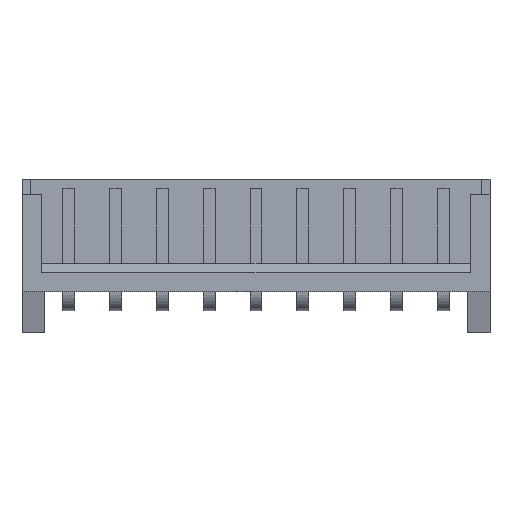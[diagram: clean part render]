
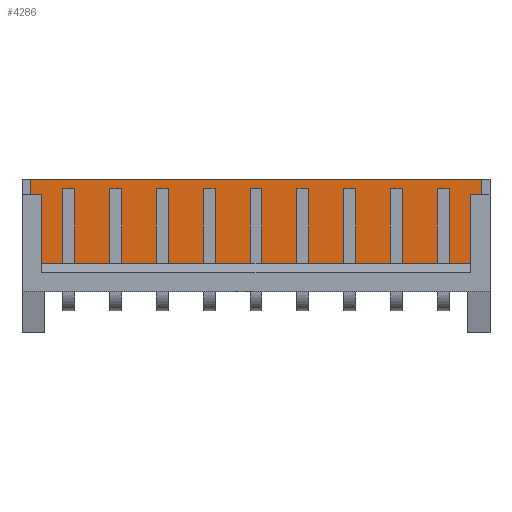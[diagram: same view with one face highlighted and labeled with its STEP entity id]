
A CAD part, top view. The second image highlights one B-rep face of the part: STEP entity #4286.
In plain terms, the highlighted planar face has unit normal (0, 0, 1).
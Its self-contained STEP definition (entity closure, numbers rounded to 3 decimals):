
#44 = PLANE('',#45);
#45 = AXIS2_PLACEMENT_3D('',#46,#47,#48);
#46 = CARTESIAN_POINT('',(22.5,2.2,2.7));
#47 = DIRECTION('',(0.,-1.,0.));
#48 = DIRECTION('',(0.,0.,-1.));
#1460 = VERTEX_POINT('',#1461);
#1461 = CARTESIAN_POINT('',(22.05,2.2,0.9));
#1475 = PLANE('',#1476);
#1476 = AXIS2_PLACEMENT_3D('',#1477,#1478,#1479);
#1477 = CARTESIAN_POINT('',(22.05,6.7,0.9));
#1478 = DIRECTION('',(1.,0.,0.));
#1479 = DIRECTION('',(0.,0.,-1.));
#1487 = EDGE_CURVE('',#1460,#1488,#1490,.T.);
#1488 = VERTEX_POINT('',#1489);
#1489 = CARTESIAN_POINT('',(-2.05,2.2,0.9));
#1490 = SURFACE_CURVE('',#1491,(#1495,#1502),.PCURVE_S1.);
#1491 = LINE('',#1492,#1493);
#1492 = CARTESIAN_POINT('',(22.5,2.2,0.9));
#1493 = VECTOR('',#1494,1.);
#1494 = DIRECTION('',(-1.,0.,0.));
#1495 = PCURVE('',#44,#1496);
#1496 = DEFINITIONAL_REPRESENTATION('',(#1497),#1501);
#1497 = LINE('',#1498,#1499);
#1498 = CARTESIAN_POINT('',(1.8,0.));
#1499 = VECTOR('',#1500,1.);
#1500 = DIRECTION('',(0.,-1.));
#1501 = ( GEOMETRIC_REPRESENTATION_CONTEXT(2) 
PARAMETRIC_REPRESENTATION_CONTEXT() REPRESENTATION_CONTEXT('2D SPACE',''
  ) );
#1502 = PCURVE('',#1503,#1508);
#1503 = PLANE('',#1504);
#1504 = AXIS2_PLACEMENT_3D('',#1505,#1506,#1507);
#1505 = CARTESIAN_POINT('',(22.5,6.7,0.9));
#1506 = DIRECTION('',(0.,0.,-1.));
#1507 = DIRECTION('',(-1.,0.,0.));
#1508 = DEFINITIONAL_REPRESENTATION('',(#1509),#1513);
#1509 = LINE('',#1510,#1511);
#1510 = CARTESIAN_POINT('',(0.,-4.5));
#1511 = VECTOR('',#1512,1.);
#1512 = DIRECTION('',(1.,0.));
#1513 = ( GEOMETRIC_REPRESENTATION_CONTEXT(2) 
PARAMETRIC_REPRESENTATION_CONTEXT() REPRESENTATION_CONTEXT('2D SPACE',''
  ) );
#1531 = PLANE('',#1532);
#1532 = AXIS2_PLACEMENT_3D('',#1533,#1534,#1535);
#1533 = CARTESIAN_POINT('',(-2.05,6.7,0.9));
#1534 = DIRECTION('',(-1.,0.,0.));
#1535 = DIRECTION('',(0.,0.,1.));
#1679 = EDGE_CURVE('',#1680,#1488,#1682,.T.);
#1680 = VERTEX_POINT('',#1681);
#1681 = CARTESIAN_POINT('',(-2.05,6.7,0.9));
#1682 = SURFACE_CURVE('',#1683,(#1687,#1694),.PCURVE_S1.);
#1683 = LINE('',#1684,#1685);
#1684 = CARTESIAN_POINT('',(-2.05,6.7,0.9));
#1685 = VECTOR('',#1686,1.);
#1686 = DIRECTION('',(0.,-1.,0.));
#1687 = PCURVE('',#1531,#1688);
#1688 = DEFINITIONAL_REPRESENTATION('',(#1689),#1693);
#1689 = LINE('',#1690,#1691);
#1690 = CARTESIAN_POINT('',(0.,0.));
#1691 = VECTOR('',#1692,1.);
#1692 = DIRECTION('',(0.,-1.));
#1693 = ( GEOMETRIC_REPRESENTATION_CONTEXT(2) 
PARAMETRIC_REPRESENTATION_CONTEXT() REPRESENTATION_CONTEXT('2D SPACE',''
  ) );
#1694 = PCURVE('',#1503,#1695);
#1695 = DEFINITIONAL_REPRESENTATION('',(#1696),#1700);
#1696 = LINE('',#1697,#1698);
#1697 = CARTESIAN_POINT('',(24.55,0.));
#1698 = VECTOR('',#1699,1.);
#1699 = DIRECTION('',(0.,-1.));
#1700 = ( GEOMETRIC_REPRESENTATION_CONTEXT(2) 
PARAMETRIC_REPRESENTATION_CONTEXT() REPRESENTATION_CONTEXT('2D SPACE',''
  ) );
#1718 = PLANE('',#1719);
#1719 = AXIS2_PLACEMENT_3D('',#1720,#1721,#1722);
#1720 = CARTESIAN_POINT('',(22.5,6.7,0.9));
#1721 = DIRECTION('',(0.,-1.,0.));
#1722 = DIRECTION('',(-1.,0.,0.));
#4286 = ADVANCED_FACE('',(#4287),#1503,.F.);
#4287 = FACE_BOUND('',#4288,.T.);
#4288 = EDGE_LOOP('',(#4289,#4290,#4291,#4314));
#4289 = ORIENTED_EDGE('',*,*,#1679,.T.);
#4290 = ORIENTED_EDGE('',*,*,#1487,.F.);
#4291 = ORIENTED_EDGE('',*,*,#4292,.F.);
#4292 = EDGE_CURVE('',#4293,#1460,#4295,.T.);
#4293 = VERTEX_POINT('',#4294);
#4294 = CARTESIAN_POINT('',(22.05,6.7,0.9));
#4295 = SURFACE_CURVE('',#4296,(#4300,#4307),.PCURVE_S1.);
#4296 = LINE('',#4297,#4298);
#4297 = CARTESIAN_POINT('',(22.05,6.7,0.9));
#4298 = VECTOR('',#4299,1.);
#4299 = DIRECTION('',(0.,-1.,0.));
#4300 = PCURVE('',#1503,#4301);
#4301 = DEFINITIONAL_REPRESENTATION('',(#4302),#4306);
#4302 = LINE('',#4303,#4304);
#4303 = CARTESIAN_POINT('',(0.45,0.));
#4304 = VECTOR('',#4305,1.);
#4305 = DIRECTION('',(0.,-1.));
#4306 = ( GEOMETRIC_REPRESENTATION_CONTEXT(2) 
PARAMETRIC_REPRESENTATION_CONTEXT() REPRESENTATION_CONTEXT('2D SPACE',''
  ) );
#4307 = PCURVE('',#1475,#4308);
#4308 = DEFINITIONAL_REPRESENTATION('',(#4309),#4313);
#4309 = LINE('',#4310,#4311);
#4310 = CARTESIAN_POINT('',(0.,0.));
#4311 = VECTOR('',#4312,1.);
#4312 = DIRECTION('',(0.,-1.));
#4313 = ( GEOMETRIC_REPRESENTATION_CONTEXT(2) 
PARAMETRIC_REPRESENTATION_CONTEXT() REPRESENTATION_CONTEXT('2D SPACE',''
  ) );
#4314 = ORIENTED_EDGE('',*,*,#4315,.T.);
#4315 = EDGE_CURVE('',#4293,#1680,#4316,.T.);
#4316 = SURFACE_CURVE('',#4317,(#4321,#4328),.PCURVE_S1.);
#4317 = LINE('',#4318,#4319);
#4318 = CARTESIAN_POINT('',(22.5,6.7,0.9));
#4319 = VECTOR('',#4320,1.);
#4320 = DIRECTION('',(-1.,0.,0.));
#4321 = PCURVE('',#1503,#4322);
#4322 = DEFINITIONAL_REPRESENTATION('',(#4323),#4327);
#4323 = LINE('',#4324,#4325);
#4324 = CARTESIAN_POINT('',(0.,0.));
#4325 = VECTOR('',#4326,1.);
#4326 = DIRECTION('',(1.,0.));
#4327 = ( GEOMETRIC_REPRESENTATION_CONTEXT(2) 
PARAMETRIC_REPRESENTATION_CONTEXT() REPRESENTATION_CONTEXT('2D SPACE',''
  ) );
#4328 = PCURVE('',#1718,#4329);
#4329 = DEFINITIONAL_REPRESENTATION('',(#4330),#4334);
#4330 = LINE('',#4331,#4332);
#4331 = CARTESIAN_POINT('',(0.,0.));
#4332 = VECTOR('',#4333,1.);
#4333 = DIRECTION('',(1.,0.));
#4334 = ( GEOMETRIC_REPRESENTATION_CONTEXT(2) 
PARAMETRIC_REPRESENTATION_CONTEXT() REPRESENTATION_CONTEXT('2D SPACE',''
  ) );
